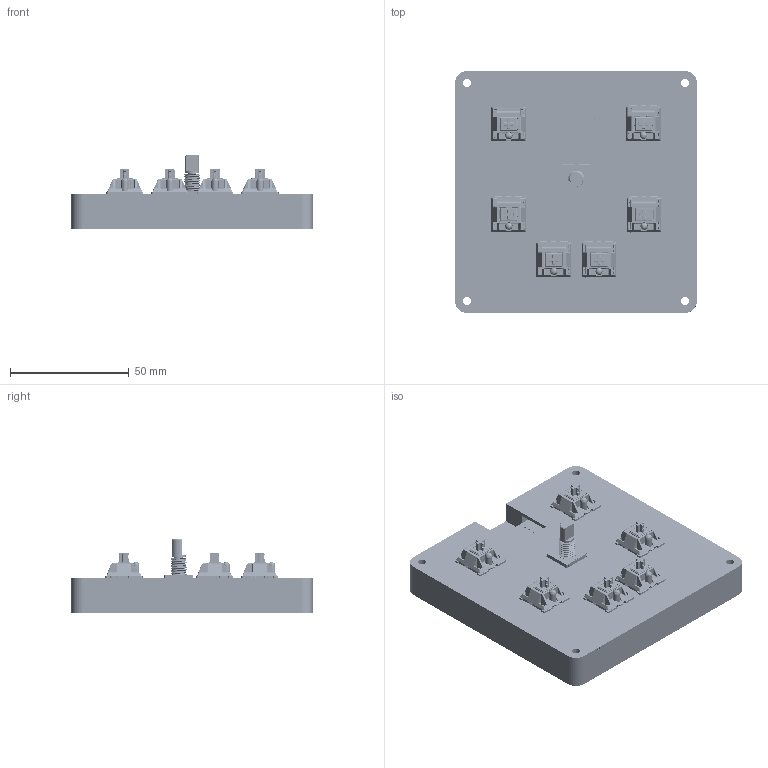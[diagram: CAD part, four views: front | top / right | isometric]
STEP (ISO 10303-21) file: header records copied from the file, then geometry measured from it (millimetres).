
FILE_DESCRIPTION(/* description */ (''),/* implementation_level */ '2;1');
FILE_NAME(/* name */ 'Iyas'' SmileyKeys Main.step',/* time_stamp */ '2025-07-03T22:08:22-04:00',/* author */ (''),/* organization */ (''),/* preprocessor_version */ 'ST-DEVELOPER v20.1',/* originating_system */ 'Autodesk Translation Framework v14.10.0.0',/* authorisation */ '');
FILE_SCHEMA (('AUTOMOTIVE_DESIGN { 1 0 10303 214 3 1 1 }'));
Products named in the file (18): 2025-07-03-22-34-36-654; 2025-07-03-22-34-36-655; 2025-07-04-00-01-13-018; 2025-07-04-00-01-35-810; 2025-07-04-00-01-19-967; 2025-07-04-00-01-00-886; 2025-07-04-00-01-35-810_1; 2025-07-04-00-01-35-810_2; 2025-07-04-00-01-00-878; 2025-07-04-00-01-00-884; 2025-07-04-00-01-00-878_1; 2025-07-04-00-01-35-810_3; 2025-07-04-00-01-00-879; 2025-07-04-00-01-00-880; 2025-07-04-00-01-00-881; 2025-07-04-00-01-22-938; 2025-07-04-00-01-33-041; 2025-07-03-22-34-33-869
Assembly tree (42 placements, depth 4):
  2025-07-03-22-34-36-654
    2025-07-04-00-01-13-018
      2025-07-04-00-01-35-810
        2025-07-04-00-01-00-879
        2025-07-04-00-01-00-880
        2025-07-04-00-01-00-881
        2025-07-04-00-01-22-938
        2025-07-04-00-01-33-041
      2025-07-04-00-01-00-884  x2
      2025-07-04-00-01-19-967
      2025-07-04-00-01-00-886
      2025-07-04-00-01-35-810_1
        2025-07-04-00-01-00-879
        2025-07-04-00-01-00-880
        2025-07-04-00-01-00-881
        2025-07-04-00-01-22-938
        2025-07-04-00-01-33-041
      2025-07-04-00-01-35-810_2
        2025-07-04-00-01-00-879
        2025-07-04-00-01-00-880
        2025-07-04-00-01-00-881
        2025-07-04-00-01-22-938
        2025-07-04-00-01-33-041
      2025-07-04-00-01-00-878
        2025-07-04-00-01-00-879
        2025-07-04-00-01-00-880
        2025-07-04-00-01-00-881
        2025-07-04-00-01-22-938
        2025-07-04-00-01-33-041
      2025-07-04-00-01-00-878_1
        2025-07-04-00-01-00-879
        2025-07-04-00-01-00-880
        2025-07-04-00-01-00-881
        2025-07-04-00-01-22-938
        2025-07-04-00-01-33-041
      2025-07-04-00-01-35-810_3
        2025-07-04-00-01-00-879
        2025-07-04-00-01-00-880
        2025-07-04-00-01-00-881
        2025-07-04-00-01-22-938
        2025-07-04-00-01-33-041
    2025-07-03-22-34-33-869
  2025-07-03-22-34-36-655
Bounding box: 102 x 102 x 31 mm (x, y, z)
Volume: 94959.6 mm3; surface area: 80320.4 mm2
Topology: 79 solids, 79 shells, 10064 faces, 24484 edges, 13981 vertices
Faces by surface type: cylinder 4236, plane 3208, torus 1148, bspline 739, sphere 698, cone 35
Full cylindrical faces by diameter (mm): 0.8 x12, 0.889 x14, 1 x5, 1.5 x12, 1.6 x24, 1.7 x12, 2 x6, 2.6 x6, 3 x6, 3.4 x8, 3.5 x1, 3.8 x6, 4 x6, 4.8 x6, 5.717 x7, 6 x5, 6.8 x6
Entity records: 75913 total; most frequent: CARTESIAN_POINT 20616, DIRECTION 11419, ORIENTED_EDGE 11372, EDGE_CURVE 5686, AXIS2_PLACEMENT_3D 4043, VERTEX_POINT 3450, LINE 3333, VECTOR 3333
